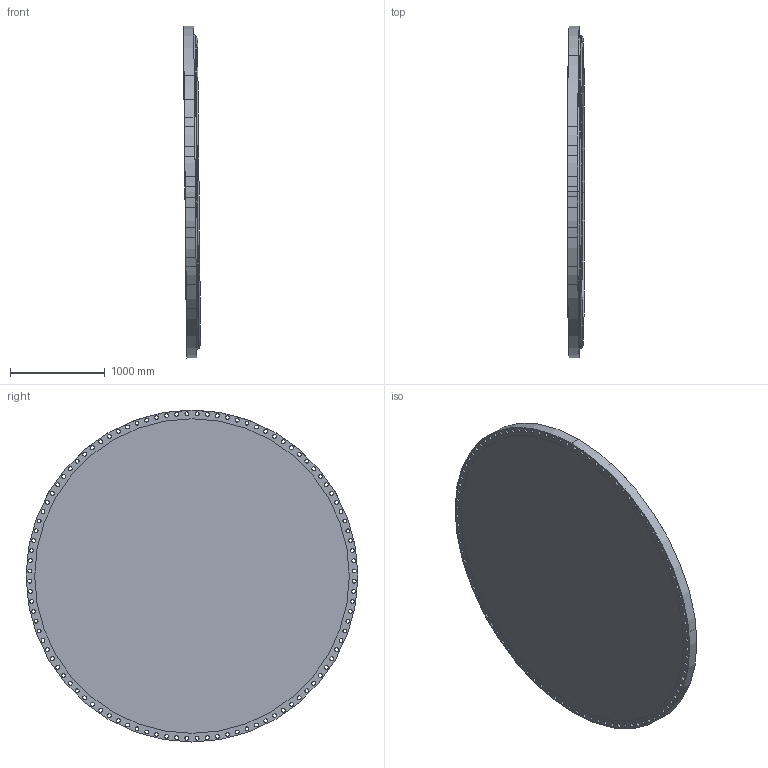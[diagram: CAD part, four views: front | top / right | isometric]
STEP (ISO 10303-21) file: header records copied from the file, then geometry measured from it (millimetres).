
FILE_DESCRIPTION(('CoCreate Modeling STEP Export'),'2;1');
FILE_NAME('s19.stp','2011-05-24T10:45:45',(''),(''),'CoCreate Modeling STEP processor for AP214 (Solid Model)','CoCreate Modeling 18.0P1120 20-Nov-2010 (C) Parametric Technology GmbH','');
FILE_SCHEMA(('AUTOMOTIVE_DESIGN { 1 0 10303 214 1 1 1 1 }'));
Length unit declared in the file: millimetre
Products named in the file (2): 403_TUBESHEET.PRT
Assembly tree (1 placements, depth 2):
  403_TUBESHEET.PRT
    403_TUBESHEET.PRT
Bounding box: 182.87 x 3509 x 3509.89 mm (x, y, z)
Volume: 1057375056.8 mm3; surface area: 22225792.6 mm2
Topology: 1 solids, 1 shells, 218 faces, 634 edges, 420 vertices
Faces by surface type: cylinder 208, plane 4, torus 4, cone 2
Entity records: 8597 total; most frequent: ORIENTED_EDGE 1268, DIRECTION 1078, CARTESIAN_POINT 1064, EDGE_CURVE 634, AXIS2_PLACEMENT_3D 434, VERTEX_POINT 420, EDGE_LOOP 420, COLOUR_RGB 219
